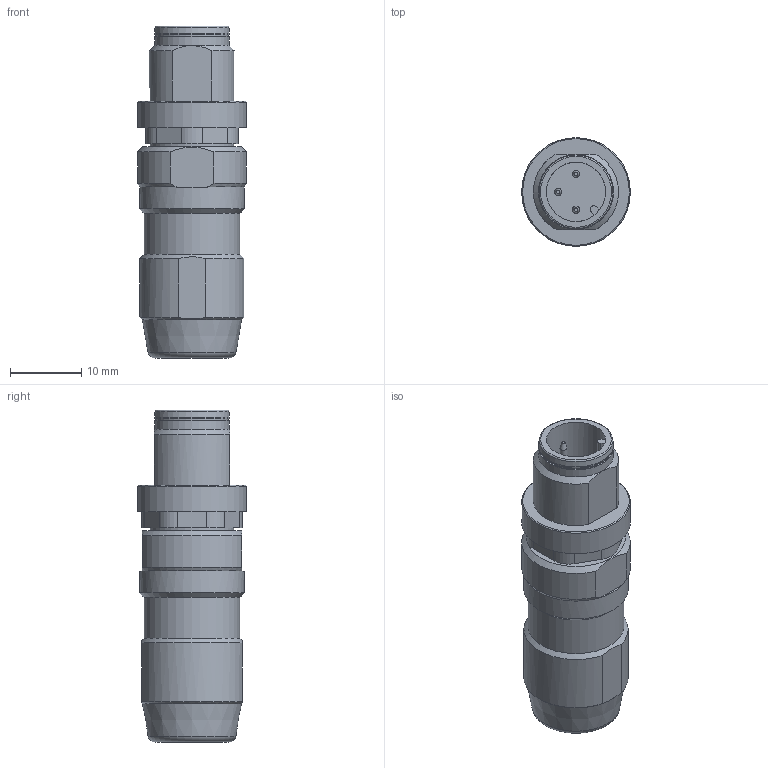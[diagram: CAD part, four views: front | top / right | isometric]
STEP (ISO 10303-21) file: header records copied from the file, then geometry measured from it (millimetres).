
FILE_DESCRIPTION(/* description */ ('STEP AP214'),/* implementation_level */ '2;1');
FILE_NAME(/* name */ '562027_NECU-S-M12G3-HX',/* time_stamp */ '2024-09-12T21:33:15+02:00',/* author */ ('License CC BY-ND 4.0'),/* organization */ ('CADENAS'),/* preprocessor_version */ 'ST-DEVELOPER v19.3',/* originating_system */ 'PARTsolutions',/* authorisation */ ' ');
FILE_SCHEMA (('MODEL_BASED_INTEGRATED_MANUFACTURING_SCHEMA','AUTOMOTIVE_DESIGN {1 0 10303 214 3 1 1}'));
Length unit declared in the file: millimetre
Products named in the file (1): 562027 NECU-S-M12G3-HX
Bounding box: 15.3 x 15.3 x 46.75 mm (x, y, z)
Volume: 5894.4 mm3; surface area: 2991.6 mm2
Topology: 1 solids, 1 shells, 71 faces, 162 edges, 104 vertices
Faces by surface type: plane 30, cylinder 25, cone 13, torus 3
Full cylindrical faces by diameter (mm): 1 x3, 8 x1, 8.35 x1, 10.185 x1, 10.56 x2, 11.8 x1, 13.5 x1, 14.7 x1, 15.3 x1
Entity records: 2353 total; most frequent: CARTESIAN_POINT 342, DIRECTION 326, ORIENTED_EDGE 258, AXIS2_PLACEMENT_3D 137, EDGE_CURVE 129, EDGE_LOOP 108, FACE_BOUND 108, VERTEX_POINT 97
